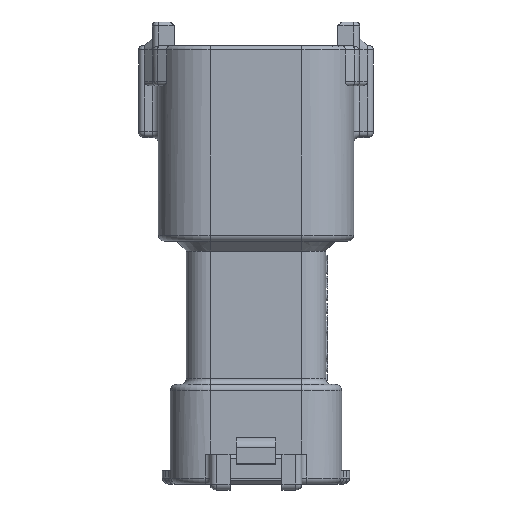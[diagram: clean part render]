
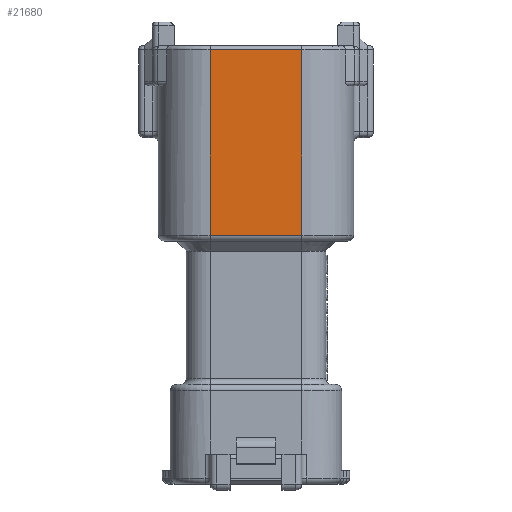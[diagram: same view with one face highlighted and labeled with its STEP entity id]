
A CAD part, left-side view. The second image highlights one B-rep face of the part: STEP entity #21680.
In plain terms, the highlighted planar face has unit normal (-1, 0, 0).
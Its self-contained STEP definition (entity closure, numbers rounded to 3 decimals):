
#5389=DIRECTION('',(0.,0.,1.));
#5390=VECTOR('',#5389,9.3);
#5391=CARTESIAN_POINT('',(-4.1,-2.3,-0.7));
#5392=LINE('',#5391,#5390);
#5650=DIRECTION('',(0.,-1.,0.));
#5651=VECTOR('',#5650,4.6);
#5652=CARTESIAN_POINT('',(-4.1,2.3,-0.7));
#5653=LINE('',#5652,#5651);
#5654=DIRECTION('',(0.,0.,1.));
#5655=VECTOR('',#5654,9.3);
#5656=CARTESIAN_POINT('',(-4.1,2.3,-0.7));
#5657=LINE('',#5656,#5655);
#5658=DIRECTION('',(0.,-1.,0.));
#5659=VECTOR('',#5658,4.6);
#5660=CARTESIAN_POINT('',(-4.1,2.3,8.6));
#5661=LINE('',#5660,#5659);
#10910=CARTESIAN_POINT('',(-4.1,-2.3,-0.7));
#10911=VERTEX_POINT('',#10910);
#10914=CARTESIAN_POINT('',(-4.1,2.3,-0.7));
#10915=VERTEX_POINT('',#10914);
#13048=CARTESIAN_POINT('',(-4.1,-2.3,8.6));
#13050=VERTEX_POINT('',#13048);
#13054=CARTESIAN_POINT('',(-4.1,2.3,8.6));
#13055=VERTEX_POINT('',#13054);
#21667=CARTESIAN_POINT('',(-4.1,2.3,-1.));
#21668=DIRECTION('',(-1.,0.,0.));
#21669=DIRECTION('',(0.,-1.,0.));
#21670=AXIS2_PLACEMENT_3D('',#21667,#21668,#21669);
#21671=PLANE('',#21670);
#21673=ORIENTED_EDGE('',*,*,#21672,.F.);
#21675=ORIENTED_EDGE('',*,*,#21674,.T.);
#21676=ORIENTED_EDGE('',*,*,#21660,.T.);
#21677=ORIENTED_EDGE('',*,*,#21441,.F.);
#21678=EDGE_LOOP('',(#21673,#21675,#21676,#21677));
#21679=FACE_OUTER_BOUND('',#21678,.F.);
#21680=ADVANCED_FACE('',(#21679),#21671,.T.);
#21441=EDGE_CURVE('',#10911,#13050,#5392,.T.);
#21660=EDGE_CURVE('',#13055,#13050,#5661,.T.);
#21672=EDGE_CURVE('',#10915,#10911,#5653,.T.);
#21674=EDGE_CURVE('',#10915,#13055,#5657,.T.);
